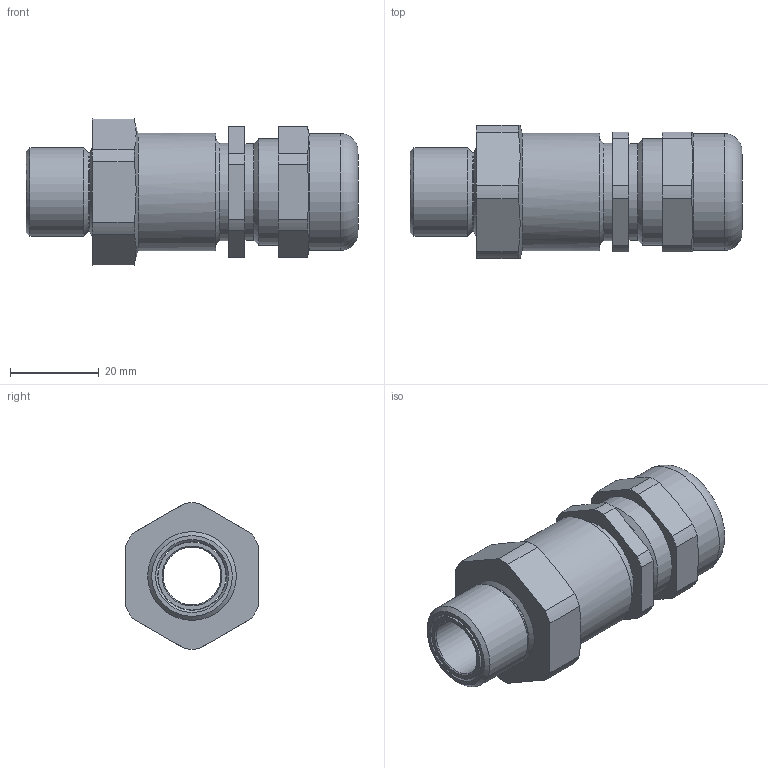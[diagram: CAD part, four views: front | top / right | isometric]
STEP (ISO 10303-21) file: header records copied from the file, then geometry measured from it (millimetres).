
FILE_DESCRIPTION (( 'STEP AP203' ), '1' );
FILE_NAME ('20PXSS2K1RA.STEP', '2016-11-30T15:40:33', ( '' ), ( '' ), 'SwSTEP 2.0', 'SolidWorks 2014', '' );
FILE_SCHEMA (( 'CONFIG_CONTROL_DESIGN' ));
Length unit declared in the file: millimetre
Products named in the file (1): 20PXSS2K1RA
Bounding box: 74.9 x 30 x 32.98 mm (x, y, z)
Surface area: 12740.6 mm2 (no closed solid volume)
Topology: 0 solids, 11 shells, 116 faces, 458 edges, 356 vertices
Faces by surface type: plane 50, cylinder 31, bspline 22, cone 12, torus 1
Full cylindrical faces by diameter (mm): 13 x1, 15.35 x1, 15.45 x1, 15.9 x1, 16 x1, 17.718 x1, 20 x1, 21.8 x1, 22 x1, 22.376 x1, 24 x1, 26.4 x1, 26.6 x1
Entity records: 7456 total; most frequent: CARTESIAN_POINT 4037, ORIENTED_EDGE 613, DIRECTION 551, EDGE_CURVE 428, VERTEX_POINT 352, VECTOR 217, LINE 217, EDGE_LOOP 170
